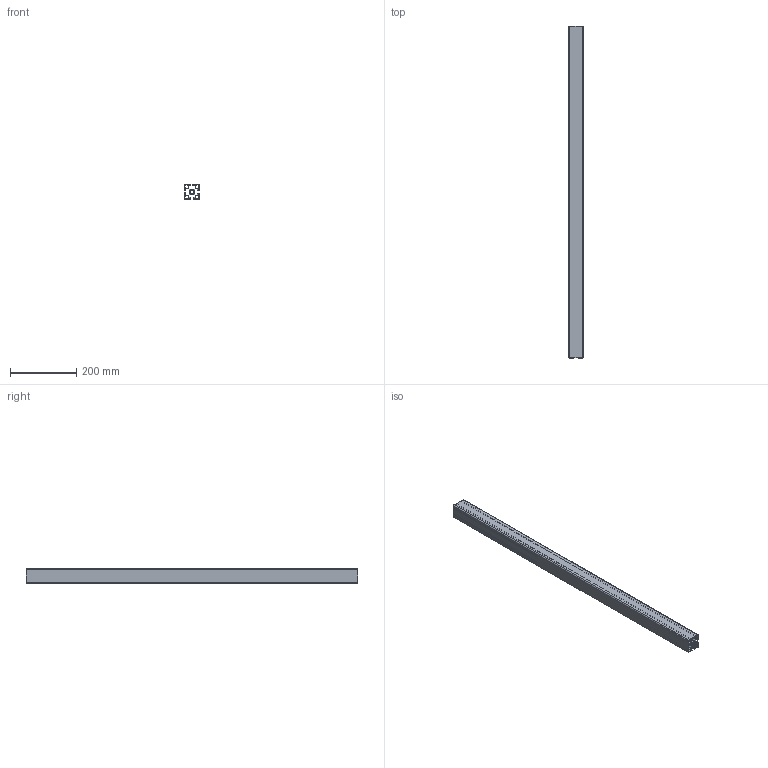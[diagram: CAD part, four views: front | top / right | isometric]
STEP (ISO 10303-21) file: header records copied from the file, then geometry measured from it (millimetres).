
FILE_DESCRIPTION(('STEP AP203'),'1');
FILE_NAME('BASE10B0061.stp','2023-10-13T09:39:52',(' '),(' '),'Spatial InterOp 3D',' ',' ');
FILE_SCHEMA(('CONFIG_CONTROL_DESIGN'));
Length unit declared in the file: millimetre
Products named in the file (1): Profilé 10 45x45 2N90
Bounding box: 45 x 1000 x 45 mm (x, y, z)
Volume: 601885.1 mm3; surface area: 601609.4 mm2
Topology: 1 solids, 1 shells, 190 faces, 564 edges, 376 vertices
Faces by surface type: cylinder 108, plane 82
Entity records: 6594 total; most frequent: DIRECTION 1162, CARTESIAN_POINT 1131, ORIENTED_EDGE 1128, EDGE_CURVE 564, AXIS2_PLACEMENT_3D 407, VERTEX_POINT 376, LINE 348, VECTOR 348
